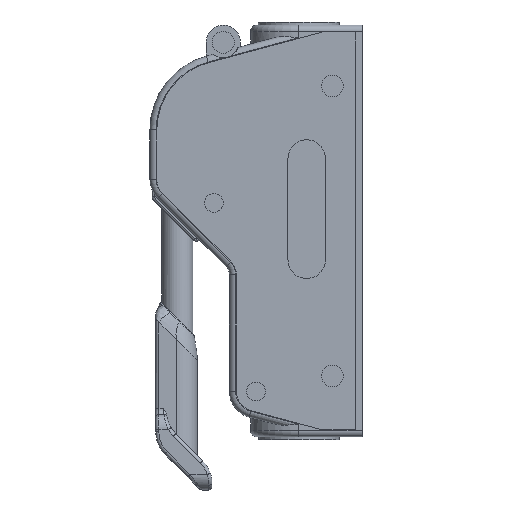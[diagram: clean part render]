
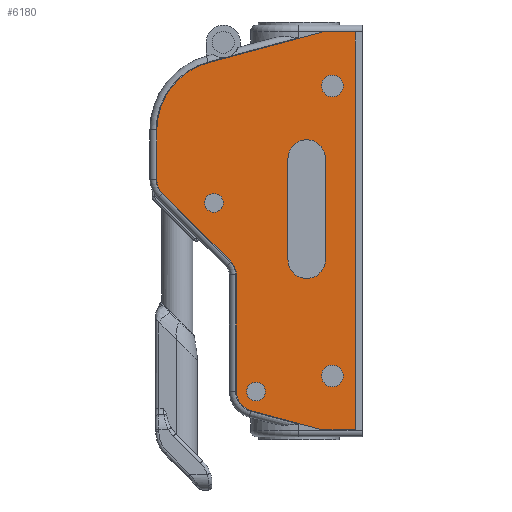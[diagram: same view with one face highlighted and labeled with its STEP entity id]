
A CAD part, left-side view. The second image highlights one B-rep face of the part: STEP entity #6180.
In plain terms, the highlighted planar face has unit normal (-1, 0, 0).
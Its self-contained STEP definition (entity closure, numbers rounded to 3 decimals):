
#383=LINE('',#10031,#830);
#386=LINE('',#10037,#833);
#387=LINE('',#10041,#834);
#388=LINE('',#10042,#835);
#389=LINE('',#10044,#836);
#390=LINE('',#10046,#837);
#391=LINE('',#10050,#838);
#392=LINE('',#10054,#839);
#393=LINE('',#10060,#840);
#394=LINE('',#10063,#841);
#830=VECTOR('',#7843,10.);
#833=VECTOR('',#7848,10.);
#834=VECTOR('',#7851,10.);
#835=VECTOR('',#7852,10.);
#836=VECTOR('',#7853,10.);
#837=VECTOR('',#7854,10.);
#838=VECTOR('',#7857,10.);
#839=VECTOR('',#7860,10.);
#840=VECTOR('',#7865,10.);
#841=VECTOR('',#7868,10.);
#1115=FACE_BOUND('',#1792,.T.);
#1116=FACE_BOUND('',#1793,.T.);
#1117=FACE_BOUND('',#1794,.T.);
#1118=FACE_BOUND('',#1795,.T.);
#1119=FACE_BOUND('',#1796,.T.);
#1378=FACE_OUTER_BOUND('',#1791,.T.);
#1791=EDGE_LOOP('',(#4508,#4509,#4510,#4511,#4512,#4513,#4514,#4515,#4516,
#4517,#4518,#4519));
#1792=EDGE_LOOP('',(#4520,#4521,#4522,#4523));
#1793=EDGE_LOOP('',(#4524));
#1794=EDGE_LOOP('',(#4525));
#1795=EDGE_LOOP('',(#4526));
#1796=EDGE_LOOP('',(#4527));
#2279=CIRCLE('',#6692,6.3);
#2280=CIRCLE('',#6693,22.3);
#2281=CIRCLE('',#6694,6.3);
#2282=CIRCLE('',#6695,5.7);
#2283=CIRCLE('',#6696,6.);
#2284=CIRCLE('',#6697,6.);
#2285=CIRCLE('',#6698,3.5);
#2286=CIRCLE('',#6699,3.);
#2287=CIRCLE('',#6700,3.);
#2288=CIRCLE('',#6701,3.5);
#2820=VERTEX_POINT('',#10029);
#2821=VERTEX_POINT('',#10030);
#2822=VERTEX_POINT('',#10035);
#2823=VERTEX_POINT('',#10036);
#2824=VERTEX_POINT('',#10038);
#2825=VERTEX_POINT('',#10040);
#2826=VERTEX_POINT('',#10043);
#2827=VERTEX_POINT('',#10045);
#2828=VERTEX_POINT('',#10047);
#2829=VERTEX_POINT('',#10049);
#2830=VERTEX_POINT('',#10051);
#2831=VERTEX_POINT('',#10053);
#2832=VERTEX_POINT('',#10056);
#2833=VERTEX_POINT('',#10057);
#2834=VERTEX_POINT('',#10059);
#2835=VERTEX_POINT('',#10061);
#2836=VERTEX_POINT('',#10064);
#2837=VERTEX_POINT('',#10066);
#2838=VERTEX_POINT('',#10068);
#2839=VERTEX_POINT('',#10070);
#3477=EDGE_CURVE('',#2820,#2821,#383,.T.);
#3480=EDGE_CURVE('',#2822,#2823,#386,.T.);
#3481=EDGE_CURVE('',#2824,#2822,#2279,.T.);
#3482=EDGE_CURVE('',#2825,#2824,#387,.T.);
#3483=EDGE_CURVE('',#2821,#2825,#388,.T.);
#3484=EDGE_CURVE('',#2826,#2820,#389,.T.);
#3485=EDGE_CURVE('',#2827,#2826,#390,.T.);
#3486=EDGE_CURVE('',#2828,#2827,#2280,.T.);
#3487=EDGE_CURVE('',#2829,#2828,#391,.T.);
#3488=EDGE_CURVE('',#2830,#2829,#2281,.T.);
#3489=EDGE_CURVE('',#2831,#2830,#392,.T.);
#3490=EDGE_CURVE('',#2823,#2831,#2282,.T.);
#3491=EDGE_CURVE('',#2832,#2833,#2283,.T.);
#3492=EDGE_CURVE('',#2833,#2834,#393,.T.);
#3493=EDGE_CURVE('',#2834,#2835,#2284,.T.);
#3494=EDGE_CURVE('',#2835,#2832,#394,.T.);
#3495=EDGE_CURVE('',#2836,#2836,#2285,.T.);
#3496=EDGE_CURVE('',#2837,#2837,#2286,.T.);
#3497=EDGE_CURVE('',#2838,#2838,#2287,.T.);
#3498=EDGE_CURVE('',#2839,#2839,#2288,.T.);
#4508=ORIENTED_EDGE('',*,*,#3480,.F.);
#4509=ORIENTED_EDGE('',*,*,#3481,.F.);
#4510=ORIENTED_EDGE('',*,*,#3482,.F.);
#4511=ORIENTED_EDGE('',*,*,#3483,.F.);
#4512=ORIENTED_EDGE('',*,*,#3477,.F.);
#4513=ORIENTED_EDGE('',*,*,#3484,.F.);
#4514=ORIENTED_EDGE('',*,*,#3485,.F.);
#4515=ORIENTED_EDGE('',*,*,#3486,.F.);
#4516=ORIENTED_EDGE('',*,*,#3487,.F.);
#4517=ORIENTED_EDGE('',*,*,#3488,.F.);
#4518=ORIENTED_EDGE('',*,*,#3489,.F.);
#4519=ORIENTED_EDGE('',*,*,#3490,.F.);
#4520=ORIENTED_EDGE('',*,*,#3491,.T.);
#4521=ORIENTED_EDGE('',*,*,#3492,.T.);
#4522=ORIENTED_EDGE('',*,*,#3493,.T.);
#4523=ORIENTED_EDGE('',*,*,#3494,.T.);
#4524=ORIENTED_EDGE('',*,*,#3495,.T.);
#4525=ORIENTED_EDGE('',*,*,#3496,.T.);
#4526=ORIENTED_EDGE('',*,*,#3497,.T.);
#4527=ORIENTED_EDGE('',*,*,#3498,.T.);
#6018=PLANE('',#6691);
#6180=ADVANCED_FACE('',(#1378,#1115,#1116,#1117,#1118,#1119),#6018,.F.);
#6691=AXIS2_PLACEMENT_3D('',#10034,#7846,#7847);
#6692=AXIS2_PLACEMENT_3D('',#10039,#7849,#7850);
#6693=AXIS2_PLACEMENT_3D('',#10048,#7855,#7856);
#6694=AXIS2_PLACEMENT_3D('',#10052,#7858,#7859);
#6695=AXIS2_PLACEMENT_3D('',#10055,#7861,#7862);
#6696=AXIS2_PLACEMENT_3D('',#10058,#7863,#7864);
#6697=AXIS2_PLACEMENT_3D('',#10062,#7866,#7867);
#6698=AXIS2_PLACEMENT_3D('',#10065,#7869,#7870);
#6699=AXIS2_PLACEMENT_3D('',#10067,#7871,#7872);
#6700=AXIS2_PLACEMENT_3D('',#10069,#7873,#7874);
#6701=AXIS2_PLACEMENT_3D('',#10071,#7875,#7876);
#7843=DIRECTION('',(0.,0.,-1.));
#7846=DIRECTION('center_axis',(1.,0.,0.));
#7847=DIRECTION('ref_axis',(0.,1.,0.));
#7848=DIRECTION('',(0.,0.,1.));
#7849=DIRECTION('center_axis',(1.,0.,0.));
#7850=DIRECTION('ref_axis',(0.,0.26,-0.966));
#7851=DIRECTION('',(0.,0.966,0.26));
#7852=DIRECTION('',(0.,1.,0.));
#7853=DIRECTION('',(0.,-1.,0.));
#7854=DIRECTION('',(0.,-0.966,0.259));
#7855=DIRECTION('center_axis',(1.,0.,0.));
#7856=DIRECTION('ref_axis',(0.,1.,0.));
#7857=DIRECTION('',(0.,0.,1.));
#7858=DIRECTION('center_axis',(1.,0.,0.));
#7859=DIRECTION('ref_axis',(0.,0.707,-0.707));
#7860=DIRECTION('',(0.,0.707,0.707));
#7861=DIRECTION('center_axis',(-1.,0.,0.));
#7862=DIRECTION('ref_axis',(0.,0.707,-0.707));
#7863=DIRECTION('center_axis',(1.,0.,0.));
#7864=DIRECTION('ref_axis',(0.,-1.,0.));
#7865=DIRECTION('',(0.,0.,1.));
#7866=DIRECTION('center_axis',(1.,0.,0.));
#7867=DIRECTION('ref_axis',(0.,1.,0.));
#7868=DIRECTION('',(0.,0.,-1.));
#7869=DIRECTION('center_axis',(1.,0.,0.));
#7870=DIRECTION('ref_axis',(0.,0.,-1.));
#7871=DIRECTION('center_axis',(1.,0.,0.));
#7872=DIRECTION('ref_axis',(0.,0.,-1.));
#7873=DIRECTION('center_axis',(1.,0.,0.));
#7874=DIRECTION('ref_axis',(0.,0.,-1.));
#7875=DIRECTION('center_axis',(1.,0.,0.));
#7876=DIRECTION('ref_axis',(0.,0.,-1.));
#10029=CARTESIAN_POINT('',(-16.5,2.2,35.8));
#10030=CARTESIAN_POINT('',(-16.5,2.2,-91.8));
#10031=CARTESIAN_POINT('',(-16.5,2.2,35.8));
#10034=CARTESIAN_POINT('Origin',(-16.5,25.225,-26.062));
#10035=CARTESIAN_POINT('',(-16.5,40.3,-79.5));
#10036=CARTESIAN_POINT('',(-16.5,40.3,-41.985));
#10037=CARTESIAN_POINT('',(-16.5,40.3,-79.5));
#10038=CARTESIAN_POINT('',(-16.5,35.637,-85.584));
#10039=CARTESIAN_POINT('Origin',(-16.5,34.,-79.5));
#10040=CARTESIAN_POINT('',(-16.5,12.54,-91.8));
#10041=CARTESIAN_POINT('',(-16.5,12.54,-91.8));
#10042=CARTESIAN_POINT('',(-16.5,2.2,-91.8));
#10043=CARTESIAN_POINT('',(-16.5,12.539,35.8));
#10044=CARTESIAN_POINT('',(-16.5,12.539,35.8));
#10045=CARTESIAN_POINT('',(-16.5,49.272,25.958));
#10046=CARTESIAN_POINT('',(-16.5,49.272,25.958));
#10047=CARTESIAN_POINT('',(-16.5,65.8,4.417));
#10048=CARTESIAN_POINT('Origin',(-16.5,43.5,4.417));
#10049=CARTESIAN_POINT('',(-16.5,65.8,-11.515));
#10050=CARTESIAN_POINT('',(-16.5,65.8,-11.515));
#10051=CARTESIAN_POINT('',(-16.5,63.955,-15.969));
#10052=CARTESIAN_POINT('Origin',(-16.5,59.5,-11.515));
#10053=CARTESIAN_POINT('',(-16.5,41.969,-37.955));
#10054=CARTESIAN_POINT('',(-16.5,41.969,-37.955));
#10055=CARTESIAN_POINT('Origin',(-16.5,46.,-41.985));
#10056=CARTESIAN_POINT('',(-16.5,11.75,-37.25));
#10057=CARTESIAN_POINT('',(-16.5,23.75,-37.25));
#10058=CARTESIAN_POINT('Origin',(-16.5,17.75,-37.25));
#10059=CARTESIAN_POINT('',(-16.5,23.75,-4.75));
#10060=CARTESIAN_POINT('',(-16.5,23.75,-31.656));
#10061=CARTESIAN_POINT('',(-16.5,11.75,-4.75));
#10062=CARTESIAN_POINT('Origin',(-16.5,17.75,-4.75));
#10063=CARTESIAN_POINT('',(-16.5,11.75,-15.406));
#10064=CARTESIAN_POINT('',(-16.5,9.5,-71.));
#10065=CARTESIAN_POINT('Origin',(-16.5,9.5,-74.5));
#10066=CARTESIAN_POINT('',(-16.5,47.5,-16.));
#10067=CARTESIAN_POINT('Origin',(-16.5,47.5,-19.));
#10068=CARTESIAN_POINT('',(-16.5,34.,-76.5));
#10069=CARTESIAN_POINT('Origin',(-16.5,34.,-79.5));
#10070=CARTESIAN_POINT('',(-16.5,9.5,22.));
#10071=CARTESIAN_POINT('Origin',(-16.5,9.5,18.5));
